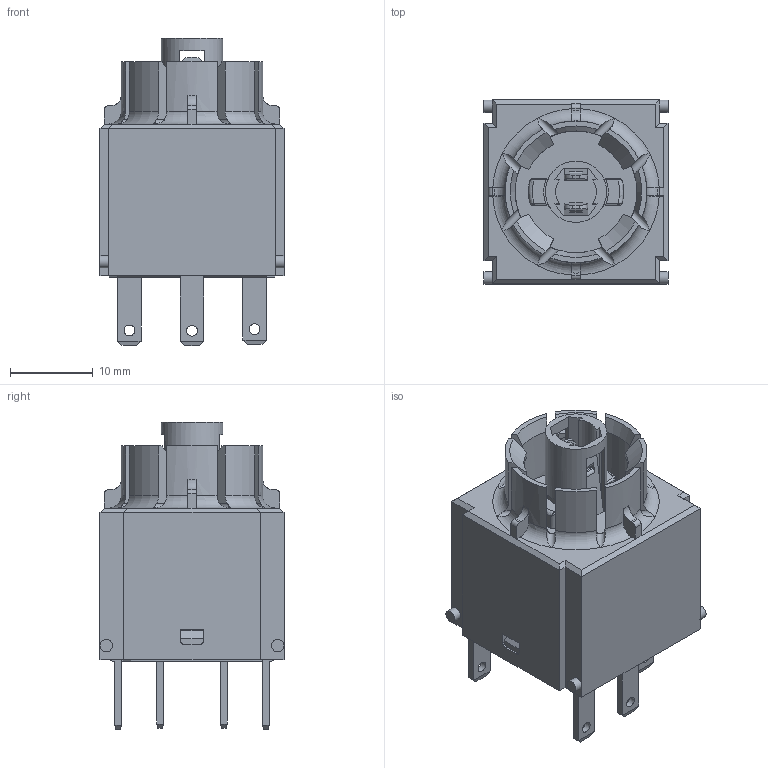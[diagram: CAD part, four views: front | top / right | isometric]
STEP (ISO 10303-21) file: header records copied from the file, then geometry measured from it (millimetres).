
FILE_DESCRIPTION(/* description */ (''),/* implementation_level */ '2;1');
FILE_NAME(/* name */ 'BTL5_ipt.stp',/* time_stamp */ '2017-03-30T15:43:57+02:00',/* author */ ('ahoffmann'),/* organization */ (''),/* preprocessor_version */ 'ST-DEVELOPER v16.1',/* originating_system */ 'Autodesk Inventor 2016',/* authorisation */ '');
FILE_SCHEMA (('AUTOMOTIVE_DESIGN { 1 0 10303 214 3 1 1 }'));
Length unit declared in the file: centimetre
Products named in the file (1): BTL5_vereinfacht
Bounding box: 22.2 x 22.2 x 37.1 mm (x, y, z)
Volume: 9520.2 mm3; surface area: 4942.7 mm2
Topology: 1 solids, 1 shells, 687 faces, 1897 edges, 1232 vertices
Faces by surface type: plane 488, bspline 85, cylinder 84, torus 22, cone 8
Full cylindrical faces by diameter (mm): 1.3 x6, 1.5 x4, 7.4 x1, 14.7 x1
Entity records: 22766 total; most frequent: CARTESIAN_POINT 5909, ORIENTED_EDGE 3750, DIRECTION 3011, EDGE_CURVE 1875, LINE 1405, VECTOR 1405, VERTEX_POINT 1226, AXIS2_PLACEMENT_3D 803
